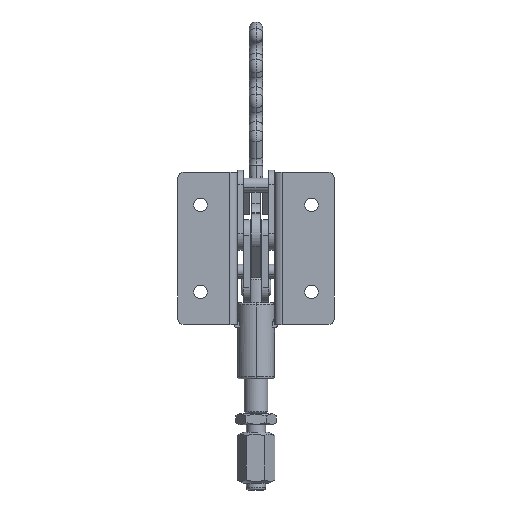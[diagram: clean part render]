
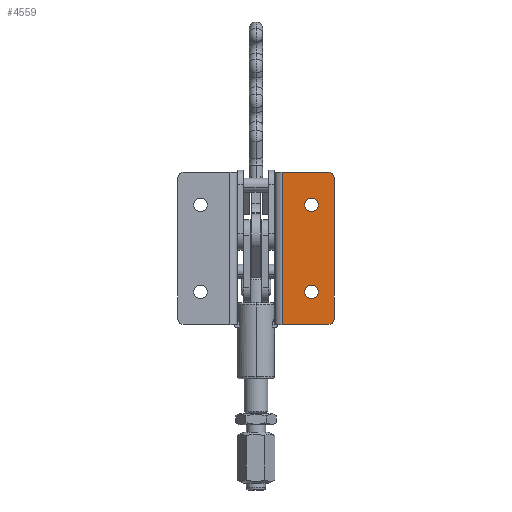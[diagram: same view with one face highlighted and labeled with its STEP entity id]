
A CAD part, front view. The second image highlights one B-rep face of the part: STEP entity #4559.
In plain terms, the highlighted planar face has unit normal (0, -1, 0).
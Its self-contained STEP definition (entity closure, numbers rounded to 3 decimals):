
#328 = FACE_OUTER_BOUND ( 'NONE', #5548, .T. ) ;
#332 = FACE_BOUND ( 'NONE', #5546, .T. ) ;
#338 = FACE_BOUND ( 'NONE', #5585, .T. ) ;
#1218 = VERTEX_POINT ( 'NONE', #6825 ) ;
#1229 = VERTEX_POINT ( 'NONE', #6844 ) ;
#1245 = VERTEX_POINT ( 'NONE', #6860 ) ;
#1253 = VERTEX_POINT ( 'NONE', #6868 ) ;
#1272 = VERTEX_POINT ( 'NONE', #6887 ) ;
#1299 = VERTEX_POINT ( 'NONE', #6914 ) ;
#1301 = VERTEX_POINT ( 'NONE', #6916 ) ;
#1302 = VERTEX_POINT ( 'NONE', #6917 ) ;
#1304 = VERTEX_POINT ( 'NONE', #6919 ) ;
#1309 = VERTEX_POINT ( 'NONE', #6924 ) ;
#4559 = ADVANCED_FACE ( 'NONE', ( #338, #332, #328 ), #18087, .F. ) ;
#4900 = CARTESIAN_POINT ( 'NONE',  ( 25.5, -47.5, 55. ) ) ;
#4902 = DIRECTION ( 'NONE',  ( 0., 1., 0. ) ) ;
#4904 = DIRECTION ( 'NONE',  ( -1., 0., 0. ) ) ;
#5546 = EDGE_LOOP ( 'NONE', ( #25080, #25057 ) ) ;
#5548 = EDGE_LOOP ( 'NONE', ( #25009, #25194, #24841, #25376, #25027, #25142 ) ) ;
#5585 = EDGE_LOOP ( 'NONE', ( #25396, #25164 ) ) ;
#6825 = CARTESIAN_POINT ( 'NONE',  ( 22.35, -47.5, 55. ) ) ;
#6844 = CARTESIAN_POINT ( 'NONE',  ( 33., -47.5, 70. ) ) ;
#6860 = CARTESIAN_POINT ( 'NONE',  ( 22.35, -47.5, 15. ) ) ;
#6868 = CARTESIAN_POINT ( 'NONE',  ( 28.65, -47.5, 55. ) ) ;
#6887 = CARTESIAN_POINT ( 'NONE',  ( 28.65, -47.5, 15. ) ) ;
#6914 = CARTESIAN_POINT ( 'NONE',  ( 12., -47.5, 0. ) ) ;
#6916 = CARTESIAN_POINT ( 'NONE',  ( 36., -47.5, 67. ) ) ;
#6917 = CARTESIAN_POINT ( 'NONE',  ( 36., -47.5, 3. ) ) ;
#6919 = CARTESIAN_POINT ( 'NONE',  ( 33., -47.5, 0. ) ) ;
#6924 = CARTESIAN_POINT ( 'NONE',  ( 12., -47.5, 70. ) ) ;
#10577 = AXIS2_PLACEMENT_3D ( 'NONE', #18084, #18088, #18089 ) ;
#12065 = CIRCLE ( 'NONE', #25634, 3.15 ) ;
#12100 = CIRCLE ( 'NONE', #25649, 3. ) ;
#12157 = LINE ( 'NONE', #22454, #12159 ) ;
#12159 = VECTOR ( 'NONE', #22453, 1000. ) ;
#12167 = CIRCLE ( 'NONE', #25671, 3.15 ) ;
#12221 = LINE ( 'NONE', #22578, #12224 ) ;
#12224 = VECTOR ( 'NONE', #22579, 1000. ) ;
#12227 = LINE ( 'NONE', #22584, #12230 ) ;
#12230 = VECTOR ( 'NONE', #22585, 1000. ) ;
#12246 = CIRCLE ( 'NONE', #25697, 3.15 ) ;
#12255 = CIRCLE ( 'NONE', #25700, 3. ) ;
#12256 = LINE ( 'NONE', #22640, #12257 ) ;
#12257 = VECTOR ( 'NONE', #22641, 1000. ) ;
#13626 = CARTESIAN_POINT ( 'NONE',  ( 25.5, -47.5, 55. ) ) ;
#13627 = DIRECTION ( 'NONE',  ( 0., 1., 0. ) ) ;
#13628 = DIRECTION ( 'NONE',  ( -1., 0., 0. ) ) ;
#15706 = EDGE_CURVE ( 'NONE', #1218, #1253, #16688, .T. ) ;
#16688 = CIRCLE ( 'NONE', #25537, 3.15 ) ;
#18084 = CARTESIAN_POINT ( 'NONE',  ( 33., -47.5, 3. ) ) ;
#18087 = PLANE ( 'NONE',  #10577 ) ;
#18088 = DIRECTION ( 'NONE',  ( 0., 1., 0. ) ) ;
#18089 = DIRECTION ( 'NONE',  ( 1., 0., 0. ) ) ;
#22360 = CARTESIAN_POINT ( 'NONE',  ( 33., -47.5, 3. ) ) ;
#22361 = DIRECTION ( 'NONE',  ( 0., 1., 0. ) ) ;
#22362 = DIRECTION ( 'NONE',  ( 1., 0., 0. ) ) ;
#22453 = DIRECTION ( 'NONE',  ( -1., 0., 0. ) ) ;
#22454 = CARTESIAN_POINT ( 'NONE',  ( 11.5, -47.5, 0. ) ) ;
#22491 = CARTESIAN_POINT ( 'NONE',  ( 25.5, -47.5, 15. ) ) ;
#22492 = DIRECTION ( 'NONE',  ( 0., 1., 0. ) ) ;
#22493 = DIRECTION ( 'NONE',  ( -1., 0., 0. ) ) ;
#22578 = CARTESIAN_POINT ( 'NONE',  ( 33., -47.5, 70. ) ) ;
#22579 = DIRECTION ( 'NONE',  ( 1., 0., 0. ) ) ;
#22584 = CARTESIAN_POINT ( 'NONE',  ( 12., -47.5, 3. ) ) ;
#22585 = DIRECTION ( 'NONE',  ( 0., 0., 1. ) ) ;
#22632 = CARTESIAN_POINT ( 'NONE',  ( 25.5, -47.5, 15. ) ) ;
#22633 = DIRECTION ( 'NONE',  ( 0., 1., 0. ) ) ;
#22634 = DIRECTION ( 'NONE',  ( -1., 0., 0. ) ) ;
#22640 = CARTESIAN_POINT ( 'NONE',  ( 36., -47.5, 3. ) ) ;
#22641 = DIRECTION ( 'NONE',  ( 0., 0., -1. ) ) ;
#22647 = CARTESIAN_POINT ( 'NONE',  ( 33., -47.5, 67. ) ) ;
#22648 = DIRECTION ( 'NONE',  ( 0., 1., 0. ) ) ;
#22649 = DIRECTION ( 'NONE',  ( 1., 0., 0. ) ) ;
#24841 = ORIENTED_EDGE ( 'NONE', *, *, #25891, .F. ) ;
#25009 = ORIENTED_EDGE ( 'NONE', *, *, #25977, .F. ) ;
#25027 = ORIENTED_EDGE ( 'NONE', *, *, #25997, .F. ) ;
#25057 = ORIENTED_EDGE ( 'NONE', *, *, #25869, .T. ) ;
#25080 = ORIENTED_EDGE ( 'NONE', *, *, #15706, .T. ) ;
#25142 = ORIENTED_EDGE ( 'NONE', *, *, #25974, .F. ) ;
#25164 = ORIENTED_EDGE ( 'NONE', *, *, #25992, .T. ) ;
#25194 = ORIENTED_EDGE ( 'NONE', *, *, #25930, .F. ) ;
#25376 = ORIENTED_EDGE ( 'NONE', *, *, #25998, .F. ) ;
#25396 = ORIENTED_EDGE ( 'NONE', *, *, #25939, .T. ) ;
#25537 = AXIS2_PLACEMENT_3D ( 'NONE', #4900, #4902, #4904 ) ;
#25634 = AXIS2_PLACEMENT_3D ( 'NONE', #13626, #13627, #13628 ) ;
#25649 = AXIS2_PLACEMENT_3D ( 'NONE', #22360, #22361, #22362 ) ;
#25671 = AXIS2_PLACEMENT_3D ( 'NONE', #22491, #22492, #22493 ) ;
#25697 = AXIS2_PLACEMENT_3D ( 'NONE', #22632, #22633, #22634 ) ;
#25700 = AXIS2_PLACEMENT_3D ( 'NONE', #22647, #22648, #22649 ) ;
#25869 = EDGE_CURVE ( 'NONE', #1253, #1218, #12065, .T. ) ;
#25891 = EDGE_CURVE ( 'NONE', #1302, #1304, #12100, .T. ) ;
#25930 = EDGE_CURVE ( 'NONE', #1304, #1299, #12157, .T. ) ;
#25939 = EDGE_CURVE ( 'NONE', #1245, #1272, #12167, .T. ) ;
#25974 = EDGE_CURVE ( 'NONE', #1309, #1229, #12221, .T. ) ;
#25977 = EDGE_CURVE ( 'NONE', #1299, #1309, #12227, .T. ) ;
#25992 = EDGE_CURVE ( 'NONE', #1272, #1245, #12246, .T. ) ;
#25997 = EDGE_CURVE ( 'NONE', #1229, #1301, #12255, .T. ) ;
#25998 = EDGE_CURVE ( 'NONE', #1301, #1302, #12256, .T. ) ;
